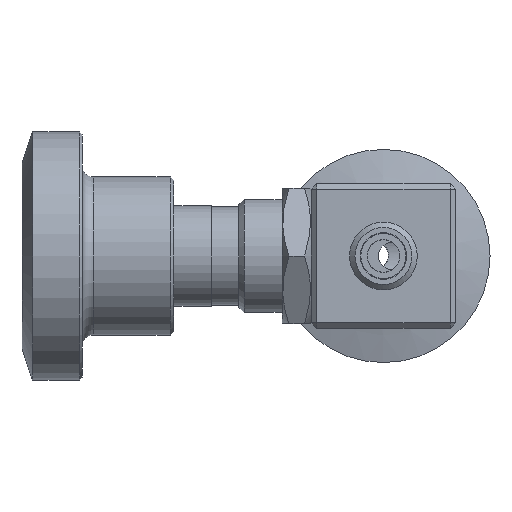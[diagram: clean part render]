
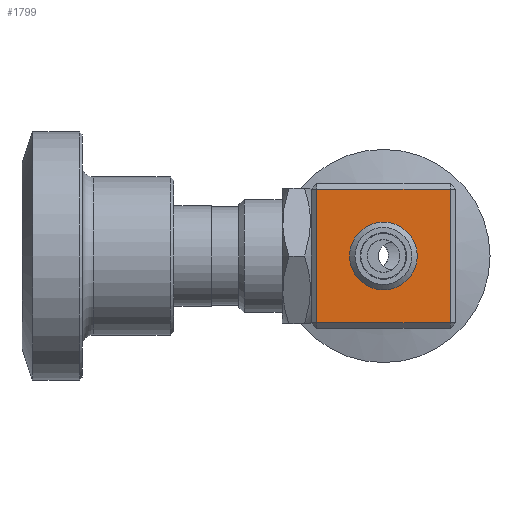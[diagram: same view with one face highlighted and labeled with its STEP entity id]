
A CAD part, left-side view. The second image highlights one B-rep face of the part: STEP entity #1799.
In plain terms, the highlighted planar face has unit normal (-1, 0, 0).
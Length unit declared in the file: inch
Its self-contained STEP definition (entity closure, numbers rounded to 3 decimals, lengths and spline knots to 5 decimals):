
#47=LINE('',#2876,#172);
#48=LINE('',#2878,#173);
#49=LINE('',#2880,#174);
#50=LINE('',#2881,#175);
#172=VECTOR('',#2306,0.74);
#173=VECTOR('',#2307,0.74);
#174=VECTOR('',#2308,0.74);
#175=VECTOR('',#2309,0.74);
#311=PLANE('',#1995);
#408=FACE_BOUND('',#626,.T.);
#474=FACE_OUTER_BOUND('',#625,.T.);
#625=EDGE_LOOP('',(#1307,#1308,#1309,#1310));
#626=EDGE_LOOP('',(#1311));
#765=CIRCLE('',#1953,0.1875);
#834=VERTEX_POINT('',#2698);
#870=VERTEX_POINT('',#2874);
#871=VERTEX_POINT('',#2875);
#872=VERTEX_POINT('',#2877);
#873=VERTEX_POINT('',#2879);
#993=EDGE_CURVE('',#834,#834,#765,.T.);
#1033=EDGE_CURVE('',#870,#871,#47,.T.);
#1034=EDGE_CURVE('',#872,#870,#48,.T.);
#1035=EDGE_CURVE('',#873,#872,#49,.T.);
#1036=EDGE_CURVE('',#871,#873,#50,.T.);
#1307=ORIENTED_EDGE('',*,*,#1033,.F.);
#1308=ORIENTED_EDGE('',*,*,#1034,.F.);
#1309=ORIENTED_EDGE('',*,*,#1035,.F.);
#1310=ORIENTED_EDGE('',*,*,#1036,.F.);
#1311=ORIENTED_EDGE('',*,*,#993,.T.);
#1799=ADVANCED_FACE('',(#474,#408),#311,.T.);
#1953=AXIS2_PLACEMENT_3D('',#2699,#2205,#2206);
#1995=AXIS2_PLACEMENT_3D('',#2873,#2304,#2305);
#2205=DIRECTION('center_axis',(1.,0.,0.));
#2206=DIRECTION('ref_axis',(0.,-1.,0.));
#2304=DIRECTION('center_axis',(-1.,0.,0.));
#2305=DIRECTION('ref_axis',(0.,0.,1.));
#2306=DIRECTION('',(0.,0.,-1.));
#2307=DIRECTION('',(0.,-1.,0.));
#2308=DIRECTION('',(0.,0.,1.));
#2309=DIRECTION('',(0.,1.,0.));
#2698=CARTESIAN_POINT('',(-0.4,0.1875,0.));
#2699=CARTESIAN_POINT('Origin',(-0.4,0.,0.));
#2873=CARTESIAN_POINT('Origin',(-0.4,-0.4,0.));
#2874=CARTESIAN_POINT('',(-0.4,-0.37,0.37));
#2875=CARTESIAN_POINT('',(-0.4,-0.37,-0.37));
#2876=CARTESIAN_POINT('',(-0.4,-0.37,0.37));
#2877=CARTESIAN_POINT('',(-0.4,0.37,0.37));
#2878=CARTESIAN_POINT('',(-0.4,0.37,0.37));
#2879=CARTESIAN_POINT('',(-0.4,0.37,-0.37));
#2880=CARTESIAN_POINT('',(-0.4,0.37,-0.37));
#2881=CARTESIAN_POINT('',(-0.4,-0.37,-0.37));
